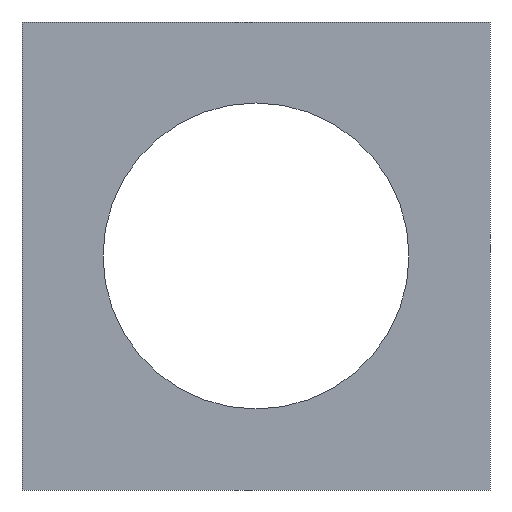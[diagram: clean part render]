
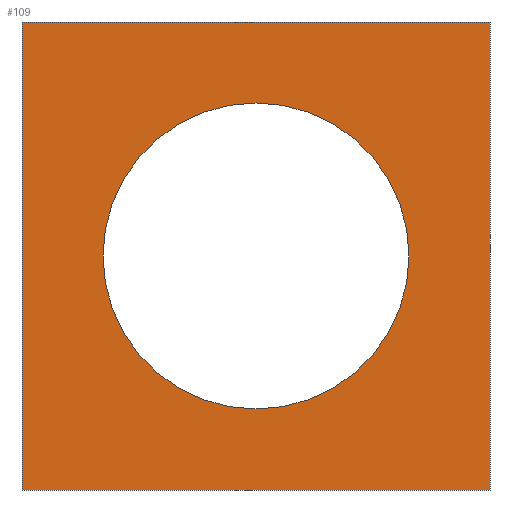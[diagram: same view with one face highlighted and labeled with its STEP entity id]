
A CAD part, front view. The second image highlights one B-rep face of the part: STEP entity #109.
In plain terms, the highlighted planar face has unit normal (0, -1, 0).
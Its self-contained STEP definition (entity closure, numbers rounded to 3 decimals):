
#4 = VERTEX_POINT ( 'NONE', #242 ) ;
#5 = VERTEX_POINT ( 'NONE', #241 ) ;
#9 = EDGE_CURVE ( 'NONE', #5, #4, #206, .T. ) ;
#32 = ORIENTED_EDGE ( 'NONE', *, *, #33, .F. ) ;
#33 = EDGE_CURVE ( 'NONE', #211, #212, #125, .T. ) ;
#34 = ORIENTED_EDGE ( 'NONE', *, *, #240, .T. ) ;
#35 = EDGE_CURVE ( 'NONE', #4, #211, #129, .T. ) ;
#36 = ORIENTED_EDGE ( 'NONE', *, *, #35, .F. ) ;
#37 = EDGE_LOOP ( 'NONE', ( #40, #34 ) ) ;
#40 = ORIENTED_EDGE ( 'NONE', *, *, #75, .T. ) ;
#74 = VERTEX_POINT ( 'NONE', #194 ) ;
#75 = EDGE_CURVE ( 'NONE', #85, #74, #167, .T. ) ;
#85 = VERTEX_POINT ( 'NONE', #229 ) ;
#109 = ADVANCED_FACE ( 'NONE', ( #271, #231 ), #168, .T. ) ;
#110 = ORIENTED_EDGE ( 'NONE', *, *, #157, .F. ) ;
#111 = ORIENTED_EDGE ( 'NONE', *, *, #9, .F. ) ;
#121 = CARTESIAN_POINT ( 'NONE',  ( 6.5, 0., 6.5 ) ) ;
#125 = LINE ( 'NONE', #121, #222 ) ;
#129 = LINE ( 'NONE', #145, #219 ) ;
#145 = CARTESIAN_POINT ( 'NONE',  ( -6.5, 0., 6.5 ) ) ;
#157 = EDGE_CURVE ( 'NONE', #212, #5, #262, .T. ) ;
#163 = CARTESIAN_POINT ( 'NONE',  ( 6.5, 0., -6.5 ) ) ;
#167 = CIRCLE ( 'NONE', #236, 4.25 ) ;
#168 = PLANE ( 'NONE',  #270 ) ;
#194 = CARTESIAN_POINT ( 'NONE',  ( 0., 0., 4.25 ) ) ;
#203 = DIRECTION ( 'NONE',  ( 0., 0., 1. ) ) ;
#204 = VECTOR ( 'NONE', #203, 1000. ) ;
#205 = CARTESIAN_POINT ( 'NONE',  ( -6.5, 0., 6.5 ) ) ;
#206 = LINE ( 'NONE', #205, #204 ) ;
#211 = VERTEX_POINT ( 'NONE', #256 ) ;
#212 = VERTEX_POINT ( 'NONE', #163 ) ;
#218 = DIRECTION ( 'NONE',  ( 1., 0., 0. ) ) ;
#219 = VECTOR ( 'NONE', #218, 1000. ) ;
#221 = DIRECTION ( 'NONE',  ( 0., 0., -1. ) ) ;
#222 = VECTOR ( 'NONE', #221, 1000. ) ;
#229 = CARTESIAN_POINT ( 'NONE',  ( 0., 0., -4.25 ) ) ;
#231 = FACE_BOUND ( 'NONE', #37, .T. ) ;
#236 = AXIS2_PLACEMENT_3D ( 'NONE', #276, #275, #274 ) ;
#238 = EDGE_LOOP ( 'NONE', ( #111, #110, #32, #36 ) ) ;
#240 = EDGE_CURVE ( 'NONE', #74, #85, #258, .T. ) ;
#241 = CARTESIAN_POINT ( 'NONE',  ( -6.5, 0., -6.5 ) ) ;
#242 = CARTESIAN_POINT ( 'NONE',  ( -6.5, 0., 6.5 ) ) ;
#248 = DIRECTION ( 'NONE',  ( 0., 0., 1. ) ) ;
#249 = DIRECTION ( 'NONE',  ( 0., 1., 0. ) ) ;
#250 = CARTESIAN_POINT ( 'NONE',  ( 0., 0., 0. ) ) ;
#251 = AXIS2_PLACEMENT_3D ( 'NONE', #250, #249, #248 ) ;
#252 = DIRECTION ( 'NONE',  ( -1., 0., 0. ) ) ;
#253 = VECTOR ( 'NONE', #252, 1000. ) ;
#254 = CARTESIAN_POINT ( 'NONE',  ( -6.5, 0., -6.5 ) ) ;
#256 = CARTESIAN_POINT ( 'NONE',  ( 6.5, 0., 6.5 ) ) ;
#257 = CARTESIAN_POINT ( 'NONE',  ( -6.5, 0., -6.5 ) ) ;
#258 = CIRCLE ( 'NONE', #251, 4.25 ) ;
#260 = DIRECTION ( 'NONE',  ( 0., 0., -1. ) ) ;
#261 = DIRECTION ( 'NONE',  ( 0., -1., 0. ) ) ;
#262 = LINE ( 'NONE', #254, #253 ) ;
#270 = AXIS2_PLACEMENT_3D ( 'NONE', #257, #261, #260 ) ;
#271 = FACE_OUTER_BOUND ( 'NONE', #238, .T. ) ;
#274 = DIRECTION ( 'NONE',  ( 0., 0., 1. ) ) ;
#275 = DIRECTION ( 'NONE',  ( 0., 1., 0. ) ) ;
#276 = CARTESIAN_POINT ( 'NONE',  ( 0., 0., 0. ) ) ;
